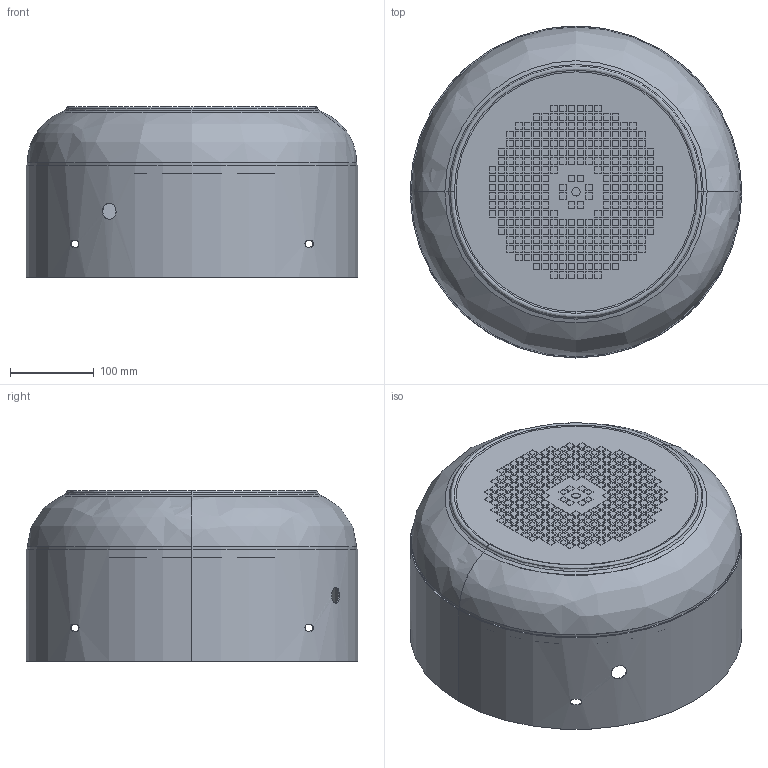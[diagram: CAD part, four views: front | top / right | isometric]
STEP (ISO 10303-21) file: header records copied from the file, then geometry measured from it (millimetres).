
FILE_DESCRIPTION (( 'STEP AP214' ), '1' );
FILE_NAME ('MTAP2-SHROUD-320.STEP', '2018-11-05T15:42:27', ( '' ), ( '' ), 'SwSTEP 2.0', 'SolidWorks 2017', '' );
FILE_SCHEMA (( 'AUTOMOTIVE_DESIGN' ));
Length unit declared in the file: inch
Products named in the file (1): MTAP2-SHROUD-320
Bounding box: 397 x 397 x 204 mm (x, y, z)
Volume: 513510.4 mm3; surface area: 683168.8 mm2
Topology: 1 solids, 1 shells, 1519 faces, 3645 edges, 2424 vertices
Faces by surface type: plane 1474, cylinder 25, bspline 16, cone 4
Entity records: 64500 total; most frequent: CARTESIAN_POINT 9227, ORIENTED_EDGE 7290, DIRECTION 6689, EDGE_CURVE 3645, VECTOR 3541, LINE 3541, VERTEX_POINT 2424, EDGE_LOOP 1827
